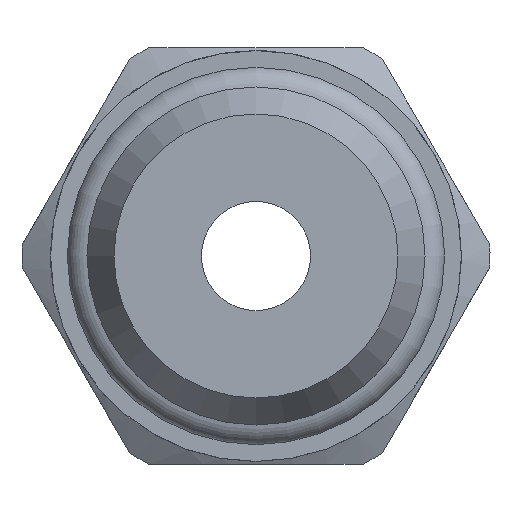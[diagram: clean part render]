
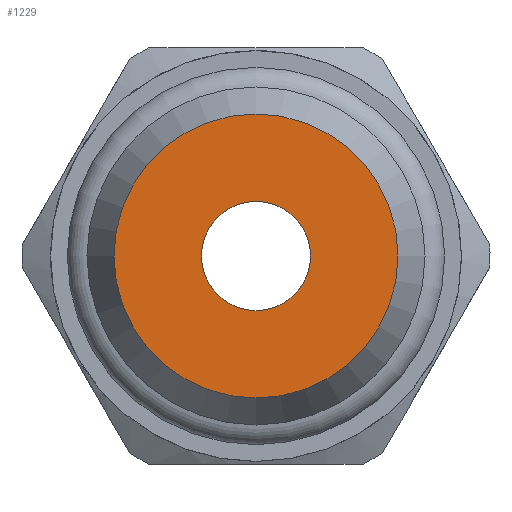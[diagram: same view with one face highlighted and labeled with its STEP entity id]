
A CAD part, front view. The second image highlights one B-rep face of the part: STEP entity #1229.
In plain terms, the highlighted planar face has unit normal (0, -1, 0).
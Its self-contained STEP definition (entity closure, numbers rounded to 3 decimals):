
#140=PLANE('',#1319);
#268=ORIENTED_EDGE('',*,*,#476,.F.);
#269=ORIENTED_EDGE('',*,*,#477,.T.);
#476=EDGE_CURVE('',#580,#580,#629,.T.);
#477=EDGE_CURVE('',#581,#581,#630,.T.);
#580=VERTEX_POINT('',#1837);
#581=VERTEX_POINT('',#1839);
#629=CIRCLE('',#1320,2.1);
#630=CIRCLE('',#1321,5.461);
#686=EDGE_LOOP('',(#268));
#687=EDGE_LOOP('',(#269));
#766=FACE_BOUND('',#686,.T.);
#767=FACE_BOUND('',#687,.T.);
#1229=ADVANCED_FACE('',(#766,#767),#140,.T.);
#1319=AXIS2_PLACEMENT_3D('',#1835,#1505,#1506);
#1320=AXIS2_PLACEMENT_3D('',#1836,#1507,#1508);
#1321=AXIS2_PLACEMENT_3D('',#1838,#1509,#1510);
#1505=DIRECTION('',(0.,-1.,0.));
#1506=DIRECTION('',(0.,0.,-1.));
#1507=DIRECTION('',(0.,-1.,0.));
#1508=DIRECTION('',(0.,0.,-1.));
#1509=DIRECTION('',(0.,-1.,0.));
#1510=DIRECTION('',(0.,0.,-1.));
#1835=CARTESIAN_POINT('',(0.,0.,0.));
#1836=CARTESIAN_POINT('',(0.,0.,0.));
#1837=CARTESIAN_POINT('',(0.,0.,-2.1));
#1838=CARTESIAN_POINT('',(0.,0.,0.));
#1839=CARTESIAN_POINT('',(0.,0.,-5.461));
